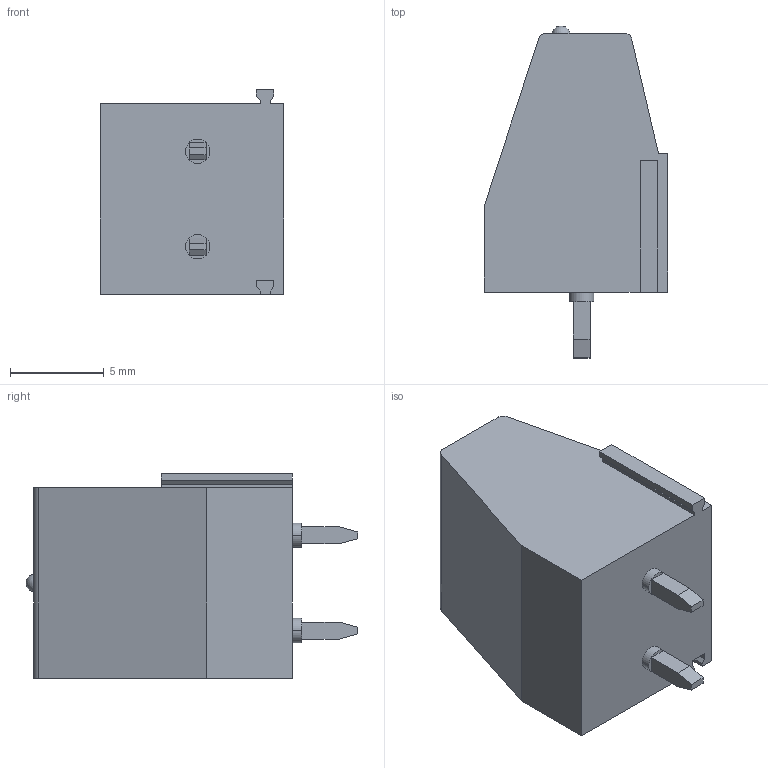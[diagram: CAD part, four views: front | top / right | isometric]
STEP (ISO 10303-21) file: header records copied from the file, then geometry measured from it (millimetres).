
FILE_DESCRIPTION(('SolidDesigner STEP Export'),'2;1');
FILE_NAME('mkds_1.5-2-5.08-ht.stp','2014-11-25T 9:01:34',(''),(''),'Creo Elements/Direct Modeling STEP processor for AP214 (Solid Model)','Creo Elements/Direct Modeling 18.1B 29-Sep-2012 (C) Parametric Technology GmbH','');
FILE_SCHEMA(('AUTOMOTIVE_DESIGN { 1 0 10303 214 1 1 1 1 }'));
Length unit declared in the file: millimetre
Products named in the file (2): mkds_1.5-2-5.08-ht
Assembly tree (1 placements, depth 2):
  mkds_1.5-2-5.08-ht
    mkds_1.5-2-5.08-ht
Bounding box: 9.8 x 17.7 x 10.9 mm (x, y, z)
Volume: 1079.3 mm3; surface area: 858.1 mm2
Topology: 1 solids, 1 shells, 116 faces, 300 edges, 201 vertices
Faces by surface type: plane 82, cylinder 33, sphere 1
Entity records: 4390 total; most frequent: ORIENTED_EDGE 600, CARTESIAN_POINT 593, DIRECTION 563, EDGE_CURVE 300, VECTOR 221, LINE 221, VERTEX_POINT 201, AXIS2_PLACEMENT_3D 171
